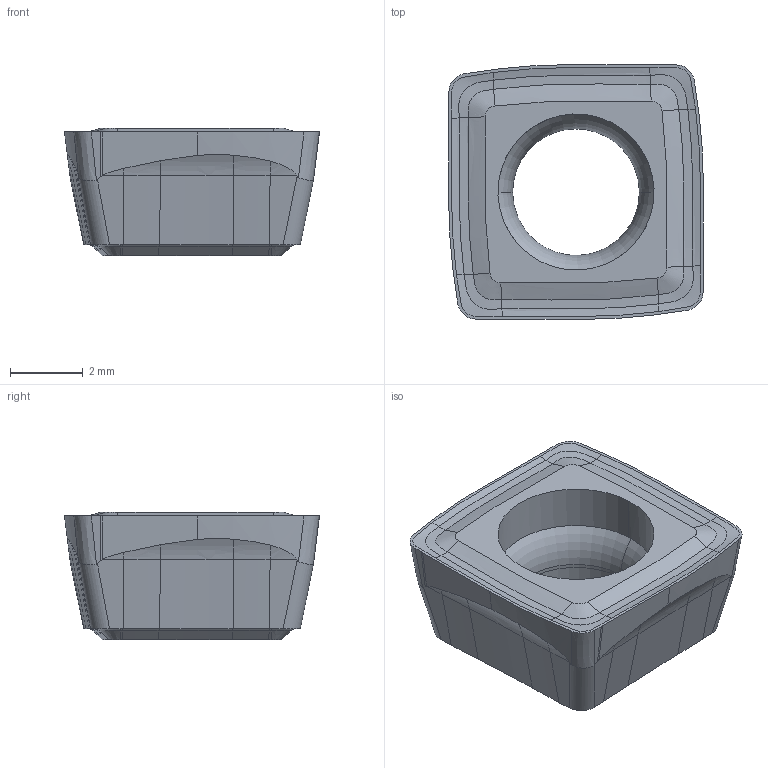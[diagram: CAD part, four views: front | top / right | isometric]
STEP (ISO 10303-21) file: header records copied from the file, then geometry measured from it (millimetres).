
FILE_DESCRIPTION((''),'2;1');
FILE_NAME('SOMX073405-UH','2023-06-21T14:47:33',('tlyae014'),('PTC Japan'),'CREO PARAMETRIC BY PTC INC, 2021424','CREO PARAMETRIC BY PTC INC, 2021424','');
FILE_SCHEMA(('AUTOMOTIVE_DESIGN { 1 0 10303 214 1 1 1 1 }'));
Length unit declared in the file: millimetre
Products named in the file (1): SOMX073405-UH
Bounding box: 7 x 7 x 3.5 mm (x, y, z)
Volume: 93.8 mm3; surface area: 179.7 mm2
Topology: 1 solids, 1 shells, 146 faces, 400 edges, 258 vertices
Faces by surface type: cone 32, torus 30, cylinder 28, plane 28, bspline 24, extrusion 4
Entity records: 8839 total; most frequent: CARTESIAN_POINT 4018, ORIENTED_EDGE 760, DIRECTION 686, PRESENTATION_STYLE_ASSIGNMENT 403, STYLED_ITEM 403, CURVE_STYLE 402, EDGE_CURVE 380, AXIS2_PLACEMENT_3D 261
